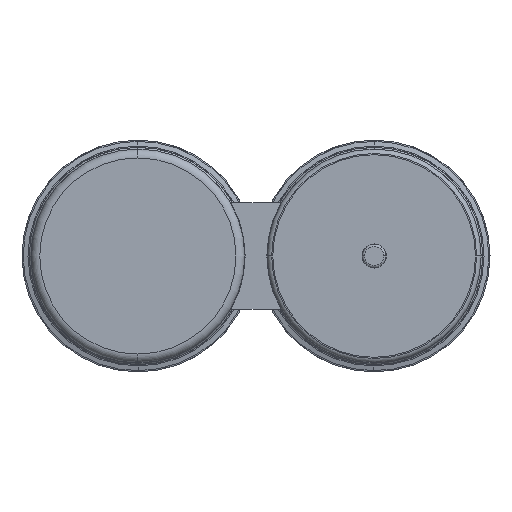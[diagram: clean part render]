
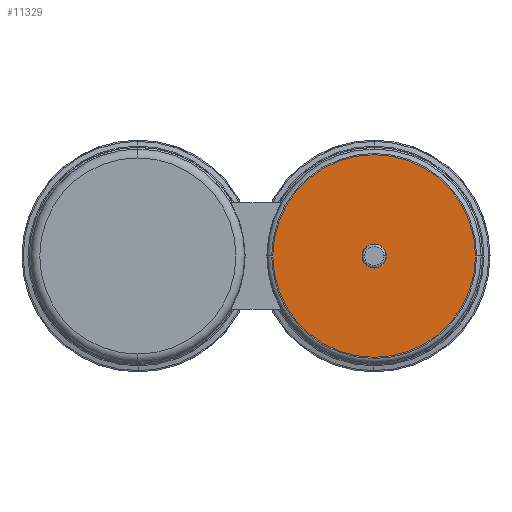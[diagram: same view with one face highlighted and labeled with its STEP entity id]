
A CAD part, left-side view. The second image highlights one B-rep face of the part: STEP entity #11329.
In plain terms, the highlighted planar face has unit normal (-1, 0, 0).
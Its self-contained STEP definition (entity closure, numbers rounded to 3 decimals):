
#2082 = CARTESIAN_POINT ( 'NONE',  ( -391.998, -5.981, 0. ) ) ;
#2130 = VERTEX_POINT ( 'NONE', #17971 ) ;
#2271 = CIRCLE ( 'NONE', #5457, 4.305 ) ;
#3057 = DIRECTION ( 'NONE',  ( 0., 1., 0. ) ) ;
#4240 = CARTESIAN_POINT ( 'NONE',  ( -391.998, -46.392, 0. ) ) ;
#5194 = CARTESIAN_POINT ( 'NONE',  ( -391.998, -42.087, 0. ) ) ;
#5457 = AXIS2_PLACEMENT_3D ( 'NONE', #5194, #13820, #3057 ) ;
#6465 = PLANE ( 'NONE',  #22089 ) ;
#6684 = EDGE_LOOP ( 'NONE', ( #23826, #10510 ) ) ;
#7999 = ORIENTED_EDGE ( 'NONE', *, *, #27209, .F. ) ;
#8311 = FACE_OUTER_BOUND ( 'NONE', #6684, .T. ) ;
#8723 = CARTESIAN_POINT ( 'NONE',  ( -391.998, -37.782, 0. ) ) ;
#9446 = EDGE_CURVE ( 'NONE', #2130, #26527, #27157, .T. ) ;
#10510 = ORIENTED_EDGE ( 'NONE', *, *, #16903, .F. ) ;
#11329 = ADVANCED_FACE ( 'NONE', ( #14408, #8311 ), #6465, .F. ) ;
#12702 = DIRECTION ( 'NONE',  ( 1., 0., 0. ) ) ;
#13820 = DIRECTION ( 'NONE',  ( -1., 0., 0. ) ) ;
#14151 = CARTESIAN_POINT ( 'NONE',  ( -391.998, -42.087, 0. ) ) ;
#14408 = FACE_BOUND ( 'NONE', #22312, .T. ) ;
#15098 = CIRCLE ( 'NONE', #18723, 36.106 ) ;
#15196 = VERTEX_POINT ( 'NONE', #8723 ) ;
#15253 = CARTESIAN_POINT ( 'NONE',  ( -391.998, -42.087, 0. ) ) ;
#15699 = AXIS2_PLACEMENT_3D ( 'NONE', #15253, #26839, #26965 ) ;
#16341 = AXIS2_PLACEMENT_3D ( 'NONE', #16758, #18738, #22799 ) ;
#16758 = CARTESIAN_POINT ( 'NONE',  ( -391.998, -42.087, 0. ) ) ;
#16903 = EDGE_CURVE ( 'NONE', #26527, #2130, #15098, .T. ) ;
#17971 = CARTESIAN_POINT ( 'NONE',  ( -391.998, -78.193, 0. ) ) ;
#18723 = AXIS2_PLACEMENT_3D ( 'NONE', #14151, #27259, #20370 ) ;
#18738 = DIRECTION ( 'NONE',  ( 1., 0., 0. ) ) ;
#19401 = VERTEX_POINT ( 'NONE', #4240 ) ;
#20370 = DIRECTION ( 'NONE',  ( 0., -1., 0. ) ) ;
#20644 = CIRCLE ( 'NONE', #15699, 4.305 ) ;
#21075 = CARTESIAN_POINT ( 'NONE',  ( -391.998, -5.981, 0. ) ) ;
#21305 = DIRECTION ( 'NONE',  ( 0., -1., 0. ) ) ;
#22089 = AXIS2_PLACEMENT_3D ( 'NONE', #2082, #12702, #21305 ) ;
#22312 = EDGE_LOOP ( 'NONE', ( #24828, #7999 ) ) ;
#22463 = EDGE_CURVE ( 'NONE', #15196, #19401, #2271, .T. ) ;
#22799 = DIRECTION ( 'NONE',  ( 0., -1., 0. ) ) ;
#23826 = ORIENTED_EDGE ( 'NONE', *, *, #9446, .F. ) ;
#24828 = ORIENTED_EDGE ( 'NONE', *, *, #22463, .F. ) ;
#26527 = VERTEX_POINT ( 'NONE', #21075 ) ;
#26839 = DIRECTION ( 'NONE',  ( -1., 0., 0. ) ) ;
#26965 = DIRECTION ( 'NONE',  ( 0., 1., 0. ) ) ;
#27157 = CIRCLE ( 'NONE', #16341, 36.106 ) ;
#27209 = EDGE_CURVE ( 'NONE', #19401, #15196, #20644, .T. ) ;
#27259 = DIRECTION ( 'NONE',  ( 1., 0., 0. ) ) ;
